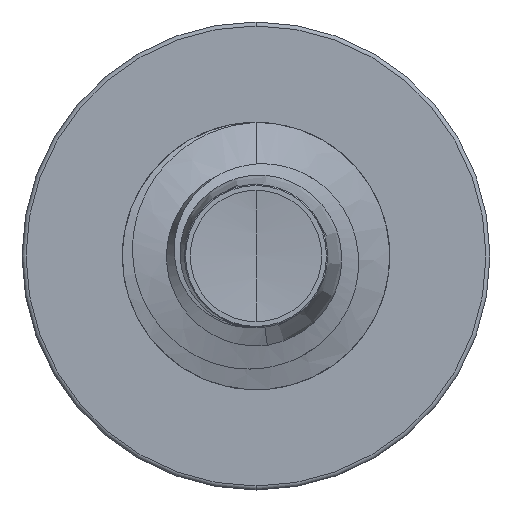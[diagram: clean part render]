
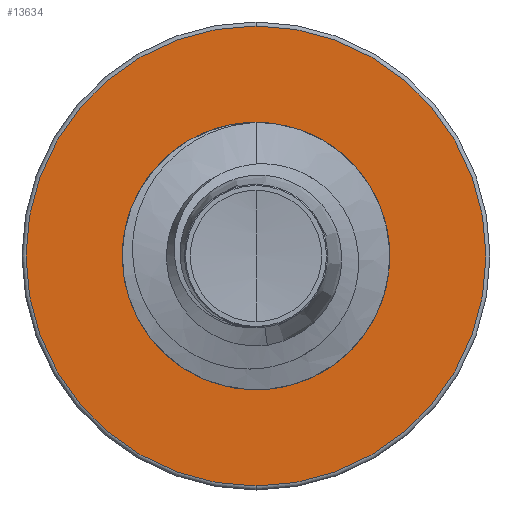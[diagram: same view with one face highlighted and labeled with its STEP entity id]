
A CAD part, front view. The second image highlights one B-rep face of the part: STEP entity #13634.
In plain terms, the highlighted planar face has unit normal (0, -1, 0).
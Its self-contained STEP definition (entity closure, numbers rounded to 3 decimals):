
#93 = EDGE_CURVE ( 'NONE', #8074, #11458, #2189, .T. ) ;
#900 = DIRECTION ( 'NONE',  ( 0., 0., 1. ) ) ;
#919 = DIRECTION ( 'NONE',  ( 0., 1., 0. ) ) ;
#922 = CARTESIAN_POINT ( 'NONE',  ( 0., 11., 0. ) ) ;
#1481 = VERTEX_POINT ( 'NONE', #11201 ) ;
#1555 = CARTESIAN_POINT ( 'NONE',  ( 0., 11., 5.16 ) ) ;
#2189 = CIRCLE ( 'NONE', #3054, 5.16 ) ;
#2809 = AXIS2_PLACEMENT_3D ( 'NONE', #11746, #11744, #11675 ) ;
#3054 = AXIS2_PLACEMENT_3D ( 'NONE', #4697, #4716, #3619 ) ;
#3294 = ORIENTED_EDGE ( 'NONE', *, *, #4376, .F. ) ;
#3619 = DIRECTION ( 'NONE',  ( 0., 0., 1. ) ) ;
#3650 = CIRCLE ( 'NONE', #8718, 2.842 ) ;
#3721 = AXIS2_PLACEMENT_3D ( 'NONE', #12169, #12151, #12136 ) ;
#4118 = AXIS2_PLACEMENT_3D ( 'NONE', #13560, #13548, #13546 ) ;
#4376 = EDGE_CURVE ( 'NONE', #11458, #8074, #5111, .T. ) ;
#4697 = CARTESIAN_POINT ( 'NONE',  ( 0., 11., 0. ) ) ;
#4716 = DIRECTION ( 'NONE',  ( 0., 1., 0. ) ) ;
#5111 = CIRCLE ( 'NONE', #2809, 5.16 ) ;
#5556 = FACE_OUTER_BOUND ( 'NONE', #9730, .T. ) ;
#6048 = EDGE_CURVE ( 'NONE', #1481, #9244, #14830, .T. ) ;
#8074 = VERTEX_POINT ( 'NONE', #1555 ) ;
#8718 = AXIS2_PLACEMENT_3D ( 'NONE', #922, #919, #900 ) ;
#9018 = CARTESIAN_POINT ( 'NONE',  ( 0., 11., -2.842 ) ) ;
#9244 = VERTEX_POINT ( 'NONE', #9018 ) ;
#9575 = CARTESIAN_POINT ( 'NONE',  ( 0., 11., -5.16 ) ) ;
#9592 = ORIENTED_EDGE ( 'NONE', *, *, #93, .F. ) ;
#9730 = EDGE_LOOP ( 'NONE', ( #9592, #3294 ) ) ;
#10320 = EDGE_CURVE ( 'NONE', #9244, #1481, #3650, .T. ) ;
#10754 = ORIENTED_EDGE ( 'NONE', *, *, #10320, .T. ) ;
#11201 = CARTESIAN_POINT ( 'NONE',  ( 0., 11., 2.842 ) ) ;
#11458 = VERTEX_POINT ( 'NONE', #9575 ) ;
#11675 = DIRECTION ( 'NONE',  ( 0., 0., 1. ) ) ;
#11744 = DIRECTION ( 'NONE',  ( 0., 1., 0. ) ) ;
#11746 = CARTESIAN_POINT ( 'NONE',  ( 0., 11., 0. ) ) ;
#11747 = FACE_BOUND ( 'NONE', #14180, .T. ) ;
#12136 = DIRECTION ( 'NONE',  ( 0., 0., 1. ) ) ;
#12151 = DIRECTION ( 'NONE',  ( 0., 1., 0. ) ) ;
#12169 = CARTESIAN_POINT ( 'NONE',  ( 0., 11., 0. ) ) ;
#13069 = ORIENTED_EDGE ( 'NONE', *, *, #6048, .T. ) ;
#13546 = DIRECTION ( 'NONE',  ( 0., 0., 1. ) ) ;
#13548 = DIRECTION ( 'NONE',  ( 0., 1., 0. ) ) ;
#13560 = CARTESIAN_POINT ( 'NONE',  ( 0., 11., -2.842 ) ) ;
#13634 = ADVANCED_FACE ( 'NONE', ( #5556, #11747 ), #13827, .F. ) ;
#13827 = PLANE ( 'NONE',  #4118 ) ;
#14180 = EDGE_LOOP ( 'NONE', ( #13069, #10754 ) ) ;
#14830 = CIRCLE ( 'NONE', #3721, 2.842 ) ;
